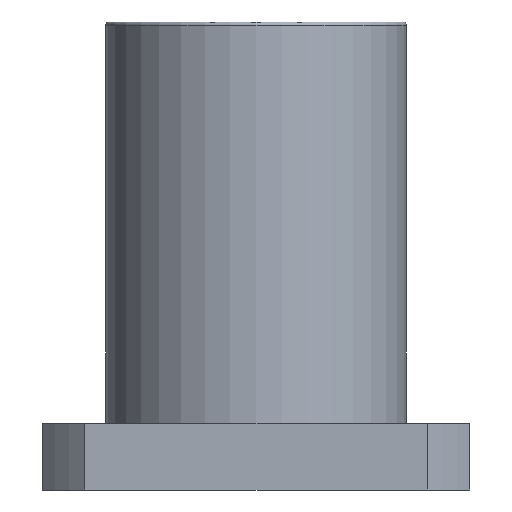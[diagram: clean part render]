
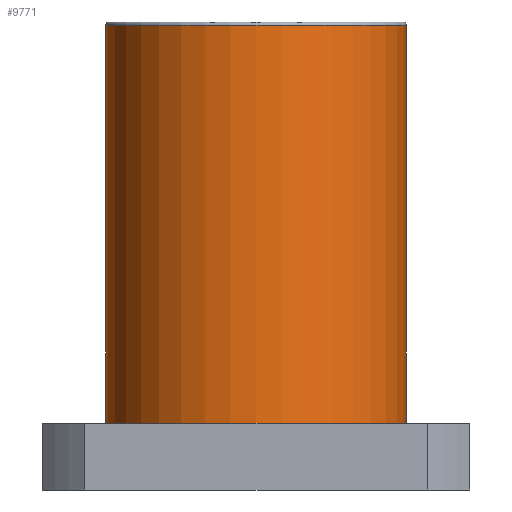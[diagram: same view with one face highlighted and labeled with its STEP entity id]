
A CAD part, front view. The second image highlights one B-rep face of the part: STEP entity #9771.
In plain terms, the highlighted cylindrical face has radius 22.5 mm (diameter 45 mm), a partial arc.
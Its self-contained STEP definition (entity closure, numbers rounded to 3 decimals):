
#452 = ORIENTED_EDGE ( 'NONE', *, *, #7284, .F. ) ;
#767 = CARTESIAN_POINT ( 'NONE',  ( 0., 0., 0. ) ) ;
#811 = VECTOR ( 'NONE', #12579, 1000. ) ;
#1021 = EDGE_CURVE ( 'NONE', #8716, #12302, #1287, .T. ) ;
#1287 = CIRCLE ( 'NONE', #14188, 22.5 ) ;
#1822 = DIRECTION ( 'NONE',  ( -1., 0., 0. ) ) ;
#1964 = VERTEX_POINT ( 'NONE', #8169 ) ;
#1971 = FACE_OUTER_BOUND ( 'NONE', #5720, .T. ) ;
#2582 = CIRCLE ( 'NONE', #8281, 22.5 ) ;
#2941 = DIRECTION ( 'NONE',  ( 0., 0., -1. ) ) ;
#3305 = EDGE_CURVE ( 'NONE', #12302, #13511, #12433, .T. ) ;
#4108 = DIRECTION ( 'NONE',  ( 1., 0., 0. ) ) ;
#4944 = CARTESIAN_POINT ( 'NONE',  ( 22.5, 0., 60. ) ) ;
#5466 = CYLINDRICAL_SURFACE ( 'NONE', #7331, 22.5 ) ;
#5720 = EDGE_LOOP ( 'NONE', ( #452, #15203, #14804, #6533 ) ) ;
#6533 = ORIENTED_EDGE ( 'NONE', *, *, #6812, .T. ) ;
#6812 = EDGE_CURVE ( 'NONE', #13511, #1964, #2582, .T. ) ;
#7115 = LINE ( 'NONE', #4944, #7309 ) ;
#7284 = EDGE_CURVE ( 'NONE', #8716, #1964, #7115, .T. ) ;
#7309 = VECTOR ( 'NONE', #14195, 1000. ) ;
#7331 = AXIS2_PLACEMENT_3D ( 'NONE', #13794, #12775, #1822 ) ;
#8169 = CARTESIAN_POINT ( 'NONE',  ( 22.5, 0., 0. ) ) ;
#8281 = AXIS2_PLACEMENT_3D ( 'NONE', #767, #15013, #9249 ) ;
#8716 = VERTEX_POINT ( 'NONE', #15179 ) ;
#9001 = CARTESIAN_POINT ( 'NONE',  ( -22.5, 0., 60. ) ) ;
#9249 = DIRECTION ( 'NONE',  ( 1., 0., 0. ) ) ;
#9771 = ADVANCED_FACE ( 'NONE', ( #1971 ), #5466, .T. ) ;
#11604 = CARTESIAN_POINT ( 'NONE',  ( -22.5, 0., 59.5 ) ) ;
#12302 = VERTEX_POINT ( 'NONE', #11604 ) ;
#12433 = LINE ( 'NONE', #9001, #811 ) ;
#12579 = DIRECTION ( 'NONE',  ( 0., 0., -1. ) ) ;
#12775 = DIRECTION ( 'NONE',  ( 0., 0., -1. ) ) ;
#13511 = VERTEX_POINT ( 'NONE', #13700 ) ;
#13700 = CARTESIAN_POINT ( 'NONE',  ( -22.5, 0., 0. ) ) ;
#13794 = CARTESIAN_POINT ( 'NONE',  ( 0., 0., 60. ) ) ;
#14188 = AXIS2_PLACEMENT_3D ( 'NONE', #14764, #2941, #4108 ) ;
#14195 = DIRECTION ( 'NONE',  ( 0., 0., -1. ) ) ;
#14764 = CARTESIAN_POINT ( 'NONE',  ( 0., 0., 59.5 ) ) ;
#14804 = ORIENTED_EDGE ( 'NONE', *, *, #3305, .T. ) ;
#15013 = DIRECTION ( 'NONE',  ( 0., 0., 1. ) ) ;
#15179 = CARTESIAN_POINT ( 'NONE',  ( 22.5, 0., 59.5 ) ) ;
#15203 = ORIENTED_EDGE ( 'NONE', *, *, #1021, .T. ) ;
